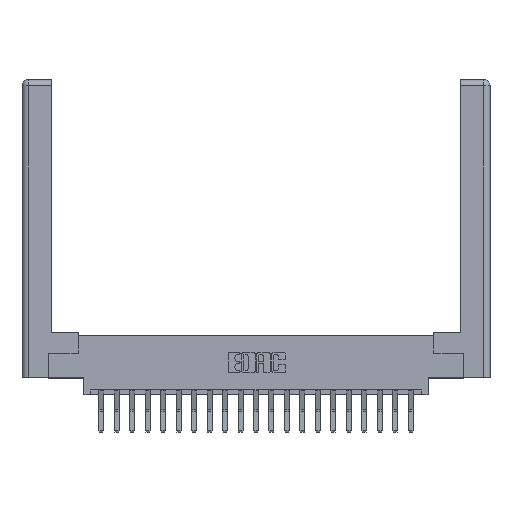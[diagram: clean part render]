
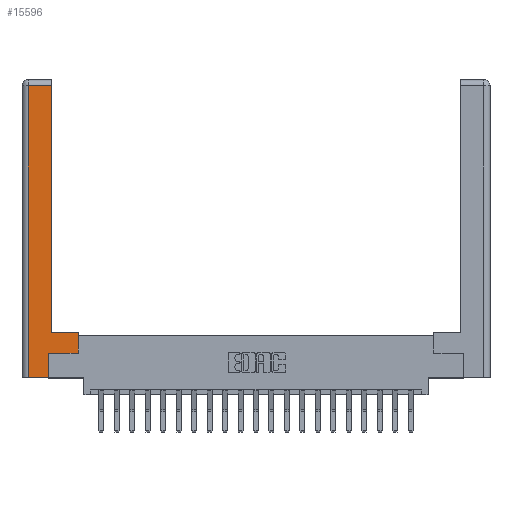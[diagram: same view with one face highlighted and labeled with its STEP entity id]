
A CAD part, top view. The second image highlights one B-rep face of the part: STEP entity #15596.
In plain terms, the highlighted planar face has unit normal (0, 0, 1).
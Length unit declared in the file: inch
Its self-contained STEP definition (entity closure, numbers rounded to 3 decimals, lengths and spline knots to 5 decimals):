
#187 = VERTEX_POINT ( 'NONE', #9385 ) ;
#550 = CARTESIAN_POINT ( 'NONE',  ( 0.265, 0.245, 0. ) ) ;
#580 = LINE ( 'NONE', #2577, #12987 ) ;
#613 = DIRECTION ( 'NONE',  ( -1., 0., 0. ) ) ;
#764 = VERTEX_POINT ( 'NONE', #6053 ) ;
#1489 = DIRECTION ( 'NONE',  ( 0., 1., 0. ) ) ;
#2044 = LINE ( 'NONE', #10971, #8614 ) ;
#2198 = ORIENTED_EDGE ( 'NONE', *, *, #17065, .T. ) ;
#2577 = CARTESIAN_POINT ( 'NONE',  ( 0.0615, 0., 0. ) ) ;
#2649 = PLANE ( 'NONE',  #20768 ) ;
#2961 = ORIENTED_EDGE ( 'NONE', *, *, #8022, .T. ) ;
#2972 = CARTESIAN_POINT ( 'NONE',  ( 0.265, 0., 0. ) ) ;
#4103 = VERTEX_POINT ( 'NONE', #4862 ) ;
#4116 = DIRECTION ( 'NONE',  ( 0., -1., 0. ) ) ;
#4862 = CARTESIAN_POINT ( 'NONE',  ( 0.565, 0.245, 0. ) ) ;
#5315 = EDGE_LOOP ( 'NONE', ( #21879, #5683, #2198, #9735, #15816, #2961, #17287, #18268 ) ) ;
#5510 = VERTEX_POINT ( 'NONE', #18892 ) ;
#5683 = ORIENTED_EDGE ( 'NONE', *, *, #13725, .T. ) ;
#6053 = CARTESIAN_POINT ( 'NONE',  ( 0.295, 2.94, 0. ) ) ;
#6237 = DIRECTION ( 'NONE',  ( 0., 1., 0. ) ) ;
#6475 = LINE ( 'NONE', #11019, #11472 ) ;
#6500 = VECTOR ( 'NONE', #6237, 39.37008 ) ;
#6720 = EDGE_CURVE ( 'NONE', #21335, #21133, #7021, .T. ) ;
#7021 = LINE ( 'NONE', #12968, #6500 ) ;
#7528 = DIRECTION ( 'NONE',  ( 0., 0., -1. ) ) ;
#7939 = CARTESIAN_POINT ( 'NONE',  ( 0.295, 0.45, 0. ) ) ;
#8022 = EDGE_CURVE ( 'NONE', #21133, #4103, #17009, .T. ) ;
#8614 = VECTOR ( 'NONE', #21268, 39.37008 ) ;
#9241 = DIRECTION ( 'NONE',  ( 1., 0., 0. ) ) ;
#9385 = CARTESIAN_POINT ( 'NONE',  ( 0.565, 0.45, 0. ) ) ;
#9735 = ORIENTED_EDGE ( 'NONE', *, *, #20468, .T. ) ;
#9817 = CARTESIAN_POINT ( 'NONE',  ( 0.565, 0.45, 0. ) ) ;
#10765 = LINE ( 'NONE', #9817, #17390 ) ;
#10971 = CARTESIAN_POINT ( 'NONE',  ( 0.0615, 2.94, 0. ) ) ;
#11019 = CARTESIAN_POINT ( 'NONE',  ( 0.265, 0., 0. ) ) ;
#11472 = VECTOR ( 'NONE', #9241, 39.37008 ) ;
#12968 = CARTESIAN_POINT ( 'NONE',  ( 0.265, 0.245, 0. ) ) ;
#12987 = VECTOR ( 'NONE', #4116, 39.37008 ) ;
#13125 = VECTOR ( 'NONE', #1489, 39.37008 ) ;
#13725 = EDGE_CURVE ( 'NONE', #764, #16776, #2044, .T. ) ;
#13860 = DIRECTION ( 'NONE',  ( 1., 0., 0. ) ) ;
#14174 = CARTESIAN_POINT ( 'NONE',  ( 0.295, 0.45, 0. ) ) ;
#15232 = LINE ( 'NONE', #18025, #13125 ) ;
#15427 = VECTOR ( 'NONE', #13860, 39.37008 ) ;
#15596 = ADVANCED_FACE ( 'NONE', ( #16739 ), #2649, .F. ) ;
#15816 = ORIENTED_EDGE ( 'NONE', *, *, #6720, .T. ) ;
#16276 = LINE ( 'NONE', #14174, #19703 ) ;
#16739 = FACE_OUTER_BOUND ( 'NONE', #5315, .T. ) ;
#16776 = VERTEX_POINT ( 'NONE', #21736 ) ;
#17009 = LINE ( 'NONE', #17542, #15427 ) ;
#17065 = EDGE_CURVE ( 'NONE', #16776, #5510, #580, .T. ) ;
#17287 = ORIENTED_EDGE ( 'NONE', *, *, #18912, .T. ) ;
#17390 = VECTOR ( 'NONE', #19868, 39.37008 ) ;
#17542 = CARTESIAN_POINT ( 'NONE',  ( 0.565, 0.245, 0. ) ) ;
#18025 = CARTESIAN_POINT ( 'NONE',  ( 0.295, 3., 0. ) ) ;
#18268 = ORIENTED_EDGE ( 'NONE', *, *, #20086, .T. ) ;
#18892 = CARTESIAN_POINT ( 'NONE',  ( 0.0615, 0., 0. ) ) ;
#18912 = EDGE_CURVE ( 'NONE', #4103, #187, #10765, .T. ) ;
#19377 = VERTEX_POINT ( 'NONE', #7939 ) ;
#19580 = CARTESIAN_POINT ( 'NONE',  ( 0., 0., 0. ) ) ;
#19703 = VECTOR ( 'NONE', #613, 39.37008 ) ;
#19868 = DIRECTION ( 'NONE',  ( 0., 1., 0. ) ) ;
#19973 = EDGE_CURVE ( 'NONE', #19377, #764, #15232, .T. ) ;
#20086 = EDGE_CURVE ( 'NONE', #187, #19377, #16276, .T. ) ;
#20468 = EDGE_CURVE ( 'NONE', #5510, #21335, #6475, .T. ) ;
#20768 = AXIS2_PLACEMENT_3D ( 'NONE', #19580, #7528, #21067 ) ;
#21067 = DIRECTION ( 'NONE',  ( -1., 0., 0. ) ) ;
#21133 = VERTEX_POINT ( 'NONE', #550 ) ;
#21268 = DIRECTION ( 'NONE',  ( -1., 0., 0. ) ) ;
#21335 = VERTEX_POINT ( 'NONE', #2972 ) ;
#21736 = CARTESIAN_POINT ( 'NONE',  ( 0.0615, 2.94, 0. ) ) ;
#21879 = ORIENTED_EDGE ( 'NONE', *, *, #19973, .T. ) ;
